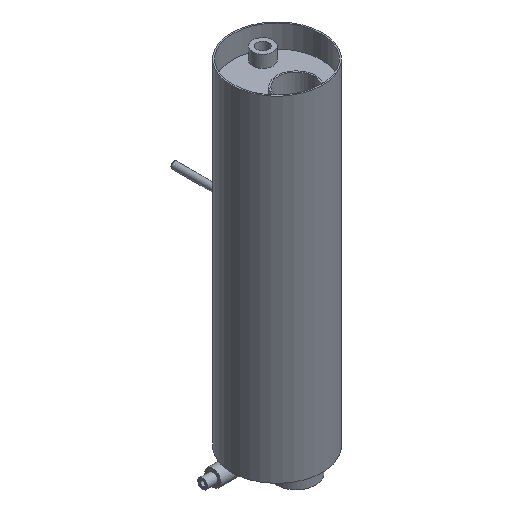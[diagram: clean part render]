
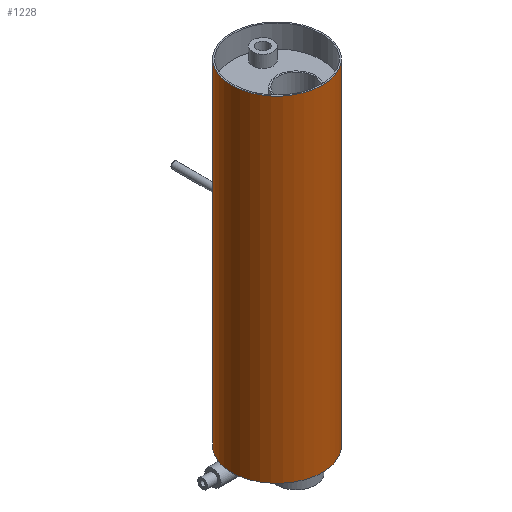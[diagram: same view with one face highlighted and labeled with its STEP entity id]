
A CAD part, isometric view. The second image highlights one B-rep face of the part: STEP entity #1228.
In plain terms, the highlighted cylindrical face has radius 22.25 mm (diameter 44.5 mm), a full revolution.
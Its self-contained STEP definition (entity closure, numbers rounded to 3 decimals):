
#142=CYLINDRICAL_SURFACE('',#1652,22.25);
#220=CIRCLE('',#1650,22.25);
#222=CIRCLE('',#1653,22.25);
#481=ORIENTED_EDGE('',*,*,#610,.F.);
#482=ORIENTED_EDGE('',*,*,#611,.T.);
#483=ORIENTED_EDGE('',*,*,#612,.T.);
#484=ORIENTED_EDGE('',*,*,#608,.F.);
#608=EDGE_CURVE('',#716,#716,#220,.T.);
#610=EDGE_CURVE('',#718,#718,#741,.T.);
#611=EDGE_CURVE('',#719,#719,#742,.T.);
#612=EDGE_CURVE('',#720,#720,#222,.T.);
#716=VERTEX_POINT('',#2464);
#718=VERTEX_POINT('',#2479);
#719=VERTEX_POINT('',#2491);
#720=VERTEX_POINT('',#2493);
#741=B_SPLINE_CURVE_WITH_KNOTS('',3,(#2468,#2469,#2470,#2471,#2472,#2473,
#2474,#2475,#2476,#2477,#2478),.UNSPECIFIED.,.T.,.F.,(1,1,1,1,1,1,1,1,1,
1,1,1,1,1,1),(-0.004,-0.002,-0.001,
0.,0.001,0.002,0.004,
0.005,0.006,0.007,0.009,
0.01,0.011,0.012,0.014),
 .UNSPECIFIED.);
#742=B_SPLINE_CURVE_WITH_KNOTS('',3,(#2480,#2481,#2482,#2483,#2484,#2485,
#2486,#2487,#2488,#2489,#2490),.UNSPECIFIED.,.T.,.F.,(1,1,1,1,1,1,1,1,1,
1,1,1,1,1,1),(-0.009,-0.006,-0.003,
0.,0.003,0.006,0.009,
0.013,0.016,0.019,0.022,
0.025,0.028,0.031,0.034),
 .UNSPECIFIED.);
#908=EDGE_LOOP('',(#481));
#909=EDGE_LOOP('',(#482));
#910=EDGE_LOOP('',(#483));
#911=EDGE_LOOP('',(#484));
#1087=FACE_BOUND('',#908,.T.);
#1088=FACE_BOUND('',#909,.T.);
#1089=FACE_BOUND('',#910,.T.);
#1090=FACE_BOUND('',#911,.T.);
#1228=ADVANCED_FACE('',(#1087,#1088,#1089,#1090),#142,.T.);
#1650=AXIS2_PLACEMENT_3D('',#2463,#2032,#2033);
#1652=AXIS2_PLACEMENT_3D('',#2467,#2036,#2037);
#1653=AXIS2_PLACEMENT_3D('',#2492,#2038,#2039);
#2032=DIRECTION('',(0.,0.,-1.));
#2033=DIRECTION('',(-1.,0.,0.));
#2036=DIRECTION('',(0.,0.,-1.));
#2037=DIRECTION('',(-1.,0.,0.));
#2038=DIRECTION('',(0.,0.,-1.));
#2039=DIRECTION('',(-1.,0.,0.));
#2463=CARTESIAN_POINT('',(0.,0.,0.));
#2464=CARTESIAN_POINT('',(-22.25,0.,0.));
#2467=CARTESIAN_POINT('',(0.,0.,0.));
#2468=CARTESIAN_POINT('',(-1.245,22.222,95.243));
#2469=CARTESIAN_POINT('',(0.,22.264,95.76));
#2470=CARTESIAN_POINT('',(1.244,22.222,95.243));
#2471=CARTESIAN_POINT('',(1.759,22.179,94.001));
#2472=CARTESIAN_POINT('',(1.245,22.222,92.756));
#2473=CARTESIAN_POINT('',(0.,22.264,92.241));
#2474=CARTESIAN_POINT('',(-1.242,22.222,92.755));
#2475=CARTESIAN_POINT('',(-1.759,22.179,93.998));
#2476=CARTESIAN_POINT('',(-1.245,22.222,95.243));
#2477=CARTESIAN_POINT('',(0.,22.264,95.76));
#2478=CARTESIAN_POINT('',(1.244,22.222,95.243));
#2479=CARTESIAN_POINT('',(0.,22.25,95.588));
#2480=CARTESIAN_POINT('',(3.138,22.07,33.132));
#2481=CARTESIAN_POINT('',(-0.001,22.34,34.434));
#2482=CARTESIAN_POINT('',(-3.135,22.07,33.133));
#2483=CARTESIAN_POINT('',(-4.432,21.796,30.004));
#2484=CARTESIAN_POINT('',(-3.135,22.07,26.866));
#2485=CARTESIAN_POINT('',(-0.001,22.34,25.568));
#2486=CARTESIAN_POINT('',(3.131,22.071,26.862));
#2487=CARTESIAN_POINT('',(4.433,21.796,29.997));
#2488=CARTESIAN_POINT('',(3.138,22.07,33.132));
#2489=CARTESIAN_POINT('',(-0.001,22.34,34.434));
#2490=CARTESIAN_POINT('',(-3.135,22.07,33.133));
#2491=CARTESIAN_POINT('',(0.,22.25,34.));
#2492=CARTESIAN_POINT('',(0.,0.,164.));
#2493=CARTESIAN_POINT('',(-22.25,0.,164.));
